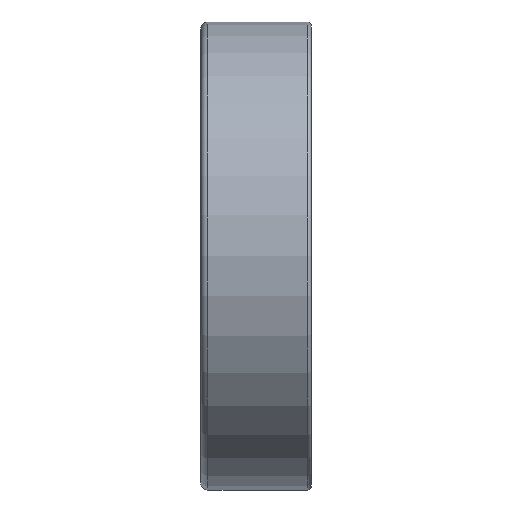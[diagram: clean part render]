
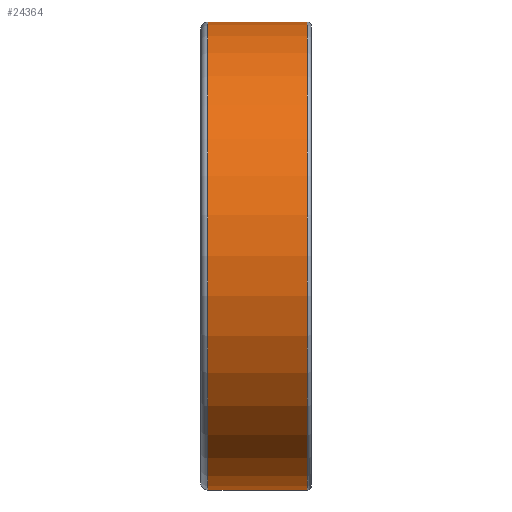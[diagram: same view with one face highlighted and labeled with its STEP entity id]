
A CAD part, top view. The second image highlights one B-rep face of the part: STEP entity #24364.
In plain terms, the highlighted cylindrical face has radius 36 mm (diameter 72 mm), a partial arc.
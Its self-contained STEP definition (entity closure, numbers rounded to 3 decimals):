
#14929=DIRECTION('',(-1.,0.,0.));
#14930=VECTOR('',#14929,15.3);
#14931=CARTESIAN_POINT('',(7.9,36.,0.));
#14932=LINE('',#14931,#14930);
#14936=DIRECTION('',(-1.,0.,0.));
#14937=VECTOR('',#14936,15.3);
#14938=CARTESIAN_POINT('',(7.9,-36.,0.));
#14939=LINE('',#14938,#14937);
#14951=CARTESIAN_POINT('',(7.9,0.,0.));
#14952=DIRECTION('',(1.,0.,0.));
#14953=DIRECTION('',(0.,1.,0.));
#14954=AXIS2_PLACEMENT_3D('',#14951,#14952,#14953);
#14959=CARTESIAN_POINT('',(-7.4,0.,0.));
#14960=DIRECTION('',(1.,0.,0.));
#14961=DIRECTION('',(0.,1.,0.));
#14962=AXIS2_PLACEMENT_3D('',#14959,#14960,#14961);
#21518=CARTESIAN_POINT('',(7.9,36.,0.));
#21519=CARTESIAN_POINT('',(-7.4,36.,0.));
#21520=VERTEX_POINT('',#21518);
#21521=VERTEX_POINT('',#21519);
#21530=CARTESIAN_POINT('',(7.9,-36.,0.));
#21531=CARTESIAN_POINT('',(-7.4,-36.,0.));
#21532=VERTEX_POINT('',#21530);
#21533=VERTEX_POINT('',#21531);
#24352=CARTESIAN_POINT('',(-9.35,0.,0.));
#24353=DIRECTION('',(1.,0.,0.));
#24354=DIRECTION('',(0.,-1.,0.));
#24355=AXIS2_PLACEMENT_3D('',#24352,#24353,#24354);
#24356=CYLINDRICAL_SURFACE('',#24355,36.);
#24357=ORIENTED_EDGE('',*,*,#24342,.F.);
#24358=ORIENTED_EDGE('',*,*,#24319,.T.);
#24359=ORIENTED_EDGE('',*,*,#24346,.T.);
#24361=ORIENTED_EDGE('',*,*,#24360,.F.);
#24362=EDGE_LOOP('',(#24357,#24358,#24359,#24361));
#24363=FACE_OUTER_BOUND('',#24362,.F.);
#14955=CIRCLE('',#14954,36.);
#14963=CIRCLE('',#14962,36.);
#24319=EDGE_CURVE('',#21520,#21532,#14955,.T.);
#24342=EDGE_CURVE('',#21520,#21521,#14932,.T.);
#24346=EDGE_CURVE('',#21532,#21533,#14939,.T.);
#24360=EDGE_CURVE('',#21521,#21533,#14963,.T.);
#24364=ADVANCED_FACE('',(#24363),#24356,.T.);
